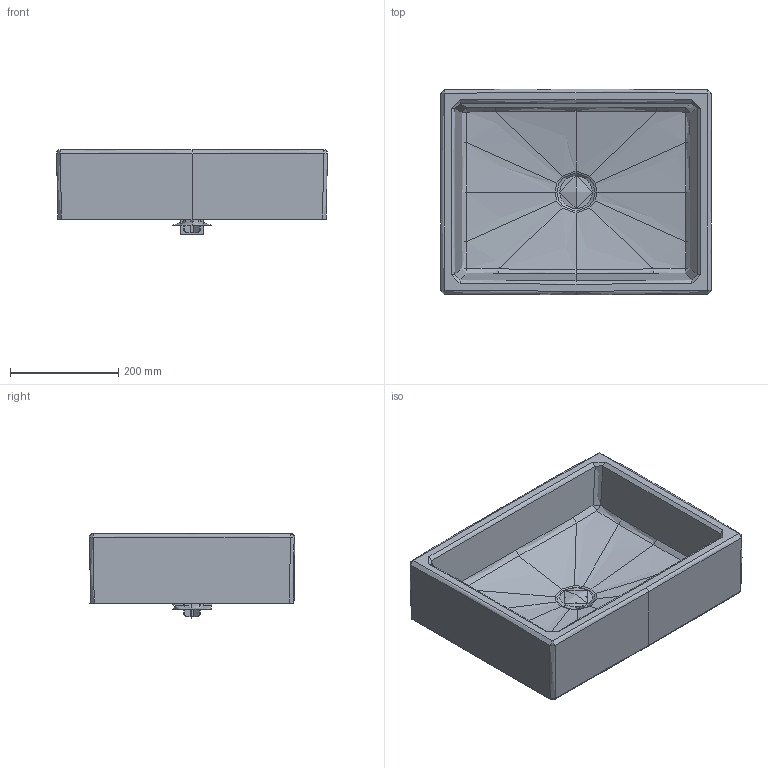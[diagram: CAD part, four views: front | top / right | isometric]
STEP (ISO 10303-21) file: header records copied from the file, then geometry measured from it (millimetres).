
FILE_DESCRIPTION(/* description */ (''),/* implementation_level */ '2;1');
FILE_NAME(/* name */ '235150',/* time_stamp */ '2018-10-09T13:20:50+02:00',/* author */ (''),/* organization */ (''),/* preprocessor_version */ 'ST-DEVELOPER v15',/* originating_system */ '',/* authorisation */ '');
FILE_SCHEMA (('AUTOMOTIVE_DESIGN'));
Length unit declared in the file: millimetre
Products named in the file (1): Document
Bounding box: 499.94 x 379.41 x 156.9 mm (x, y, z)
Volume: 8628324.2 mm3; surface area: 755932.5 mm2
Topology: 3 solids, 3 shells, 309 faces, 740 edges, 433 vertices
Faces by surface type: bspline 309
Entity records: 44295 total; most frequent: CARTESIAN_POINT 34794, B_SPLINE_CURVE_WITH_KNOTS 2005, ORIENTED_EDGE 1468, PCURVE 1468, DEFINITIONAL_REPRESENTATION 1468, SURFACE_CURVE 734, EDGE_CURVE 734, VERTEX_POINT 433
